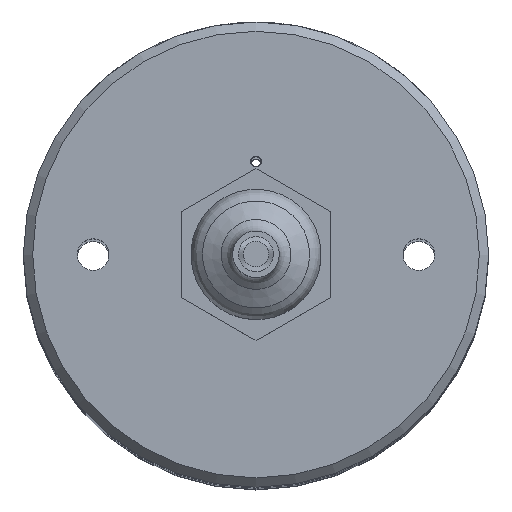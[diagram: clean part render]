
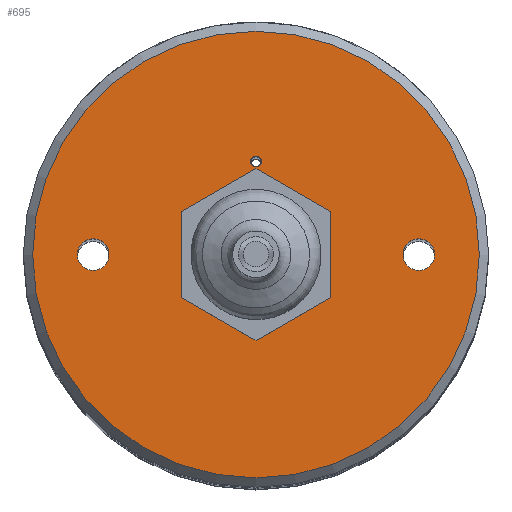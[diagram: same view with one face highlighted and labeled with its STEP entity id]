
A CAD part, top view. The second image highlights one B-rep face of the part: STEP entity #695.
In plain terms, the highlighted planar face has unit normal (0, 0, 1).
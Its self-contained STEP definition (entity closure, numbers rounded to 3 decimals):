
#28 = CARTESIAN_POINT ( 'NONE',  ( 35., 0., 0. ) ) ;
#57 = AXIS2_PLACEMENT_3D ( 'NONE', #96, #342, #85 ) ;
#73 = CARTESIAN_POINT ( 'NONE',  ( -31.6, 0., 0. ) ) ;
#85 = DIRECTION ( 'NONE',  ( 1., 0., 0. ) ) ;
#96 = CARTESIAN_POINT ( 'NONE',  ( 0., 0., 0. ) ) ;
#115 = CARTESIAN_POINT ( 'NONE',  ( 38.4, 0., 0. ) ) ;
#124 = DIRECTION ( 'NONE',  ( 1., 0., 0. ) ) ;
#128 = DIRECTION ( 'NONE',  ( 0., 0., 1. ) ) ;
#135 = DIRECTION ( 'NONE',  ( 0., 0., -1. ) ) ;
#144 = CARTESIAN_POINT ( 'NONE',  ( 0., 0., 0. ) ) ;
#162 = DIRECTION ( 'NONE',  ( 1., 0., 0. ) ) ;
#221 = ORIENTED_EDGE ( 'NONE', *, *, #1136, .T. ) ;
#301 = AXIS2_PLACEMENT_3D ( 'NONE', #936, #930, #920 ) ;
#304 = ORIENTED_EDGE ( 'NONE', *, *, #1281, .T. ) ;
#308 = VERTEX_POINT ( 'NONE', #115 ) ;
#342 = DIRECTION ( 'NONE',  ( 0., 0., 1. ) ) ;
#356 = VERTEX_POINT ( 'NONE', #519 ) ;
#358 = EDGE_LOOP ( 'NONE', ( #304 ) ) ;
#367 = ORIENTED_EDGE ( 'NONE', *, *, #1000, .F. ) ;
#375 = VERTEX_POINT ( 'NONE', #544 ) ;
#436 = CARTESIAN_POINT ( 'NONE',  ( 48., 0., 0. ) ) ;
#458 = VERTEX_POINT ( 'NONE', #73 ) ;
#465 = AXIS2_PLACEMENT_3D ( 'NONE', #28, #128, #162 ) ;
#469 = FACE_BOUND ( 'NONE', #1027, .T. ) ;
#493 = FACE_OUTER_BOUND ( 'NONE', #1195, .T. ) ;
#510 = PLANE ( 'NONE',  #57 ) ;
#519 = CARTESIAN_POINT ( 'NONE',  ( 1.15, 20., 0. ) ) ;
#529 = ORIENTED_EDGE ( 'NONE', *, *, #970, .F. ) ;
#544 = CARTESIAN_POINT ( 'NONE',  ( 14.25, 0., 0. ) ) ;
#620 = AXIS2_PLACEMENT_3D ( 'NONE', #1389, #1393, #1394 ) ;
#682 = DIRECTION ( 'NONE',  ( 1., 0., 0. ) ) ;
#687 = DIRECTION ( 'NONE',  ( 0., 0., -1. ) ) ;
#693 = CARTESIAN_POINT ( 'NONE',  ( 0., 20., 0. ) ) ;
#695 = ADVANCED_FACE ( 'NONE', ( #469, #1004, #1007, #1133, #493 ), #510, .T. ) ;
#802 = CIRCLE ( 'NONE', #301, 48. ) ;
#920 = DIRECTION ( 'NONE',  ( 1., 0., 0. ) ) ;
#930 = DIRECTION ( 'NONE',  ( 0., 0., 1. ) ) ;
#936 = CARTESIAN_POINT ( 'NONE',  ( 0., 0., 0. ) ) ;
#970 = EDGE_CURVE ( 'NONE', #458, #458, #1175, .T. ) ;
#982 = VERTEX_POINT ( 'NONE', #436 ) ;
#1000 = EDGE_CURVE ( 'NONE', #308, #308, #1267, .T. ) ;
#1004 = FACE_BOUND ( 'NONE', #1302, .T. ) ;
#1007 = FACE_BOUND ( 'NONE', #1029, .T. ) ;
#1027 = EDGE_LOOP ( 'NONE', ( #367 ) ) ;
#1029 = EDGE_LOOP ( 'NONE', ( #221 ) ) ;
#1047 = EDGE_CURVE ( 'NONE', #982, #982, #802, .T. ) ;
#1070 = CIRCLE ( 'NONE', #1090, 1.15 ) ;
#1090 = AXIS2_PLACEMENT_3D ( 'NONE', #693, #687, #682 ) ;
#1133 = FACE_BOUND ( 'NONE', #358, .T. ) ;
#1136 = EDGE_CURVE ( 'NONE', #356, #356, #1070, .T. ) ;
#1175 = CIRCLE ( 'NONE', #620, 3.4 ) ;
#1195 = EDGE_LOOP ( 'NONE', ( #1243 ) ) ;
#1243 = ORIENTED_EDGE ( 'NONE', *, *, #1047, .T. ) ;
#1267 = CIRCLE ( 'NONE', #465, 3.4 ) ;
#1281 = EDGE_CURVE ( 'NONE', #375, #375, #1397, .T. ) ;
#1302 = EDGE_LOOP ( 'NONE', ( #529 ) ) ;
#1334 = AXIS2_PLACEMENT_3D ( 'NONE', #144, #135, #124 ) ;
#1389 = CARTESIAN_POINT ( 'NONE',  ( -35., 0., 0. ) ) ;
#1393 = DIRECTION ( 'NONE',  ( 0., 0., 1. ) ) ;
#1394 = DIRECTION ( 'NONE',  ( 1., 0., 0. ) ) ;
#1397 = CIRCLE ( 'NONE', #1334, 14.25 ) ;
